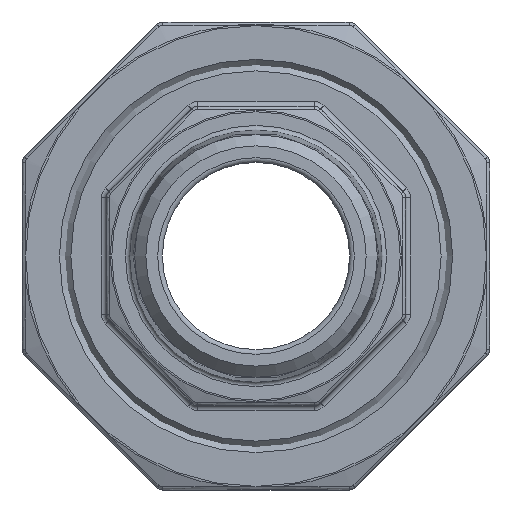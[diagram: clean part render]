
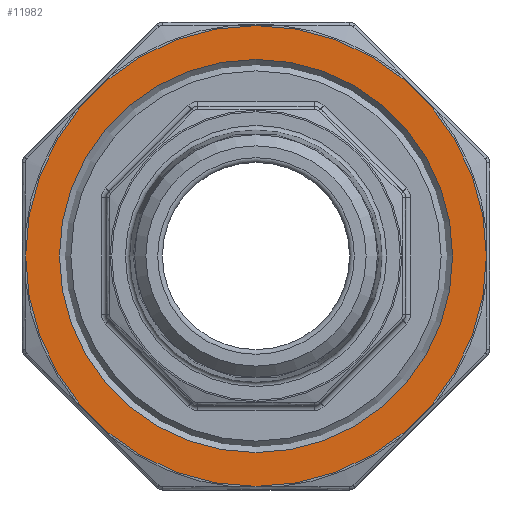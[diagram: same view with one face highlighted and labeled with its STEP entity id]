
A CAD part, left-side view. The second image highlights one B-rep face of the part: STEP entity #11982.
In plain terms, the highlighted planar face has unit normal (-1, 0, 0).
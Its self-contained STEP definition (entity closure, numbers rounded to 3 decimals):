
#1898 = EDGE_LOOP ( 'NONE', ( #20582 ) ) ;
#2456 = EDGE_CURVE ( 'NONE', #8684, #8684, #9267, .T. ) ;
#3414 = ORIENTED_EDGE ( 'NONE', *, *, #16235, .T. ) ;
#5324 = DIRECTION ( 'NONE',  ( 0., 0., 1. ) ) ;
#5452 = AXIS2_PLACEMENT_3D ( 'NONE', #20357, #12395, #5324 ) ;
#5893 = DIRECTION ( 'NONE',  ( 1., 0., 0. ) ) ;
#8228 = CIRCLE ( 'NONE', #5452, 24.612 ) ;
#8362 = CARTESIAN_POINT ( 'NONE',  ( -9.5, 0., -21. ) ) ;
#8684 = VERTEX_POINT ( 'NONE', #8362 ) ;
#9267 = CIRCLE ( 'NONE', #11042, 21. ) ;
#9754 = FACE_OUTER_BOUND ( 'NONE', #13741, .T. ) ;
#10076 = PLANE ( 'NONE',  #13798 ) ;
#10628 = DIRECTION ( 'NONE',  ( -1., 0., 0. ) ) ;
#11042 = AXIS2_PLACEMENT_3D ( 'NONE', #21262, #5893, #12540 ) ;
#11982 = ADVANCED_FACE ( 'NONE', ( #9754, #21563 ), #10076, .T. ) ;
#12395 = DIRECTION ( 'NONE',  ( -1., 0., 0. ) ) ;
#12540 = DIRECTION ( 'NONE',  ( 0., 0., -1. ) ) ;
#12950 = VERTEX_POINT ( 'NONE', #21353 ) ;
#13741 = EDGE_LOOP ( 'NONE', ( #3414 ) ) ;
#13798 = AXIS2_PLACEMENT_3D ( 'NONE', #17322, #10628, #19038 ) ;
#16235 = EDGE_CURVE ( 'NONE', #12950, #12950, #8228, .T. ) ;
#17322 = CARTESIAN_POINT ( 'NONE',  ( -9.5, 34.92, 0. ) ) ;
#19038 = DIRECTION ( 'NONE',  ( 0., 0., 1. ) ) ;
#20357 = CARTESIAN_POINT ( 'NONE',  ( -9.5, 0., 0. ) ) ;
#20582 = ORIENTED_EDGE ( 'NONE', *, *, #2456, .T. ) ;
#21262 = CARTESIAN_POINT ( 'NONE',  ( -9.5, 0., 0. ) ) ;
#21353 = CARTESIAN_POINT ( 'NONE',  ( -9.5, 0., 24.612 ) ) ;
#21563 = FACE_BOUND ( 'NONE', #1898, .T. ) ;
